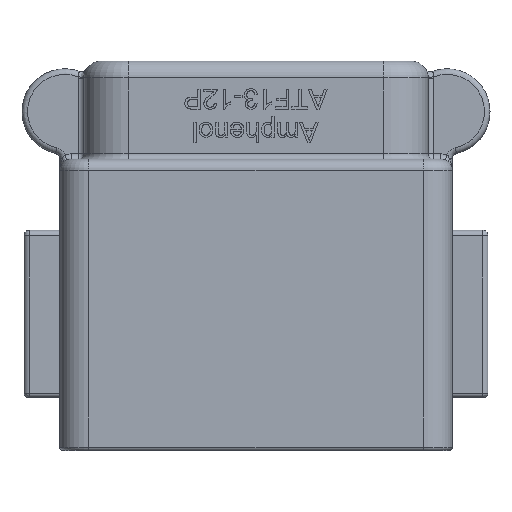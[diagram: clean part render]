
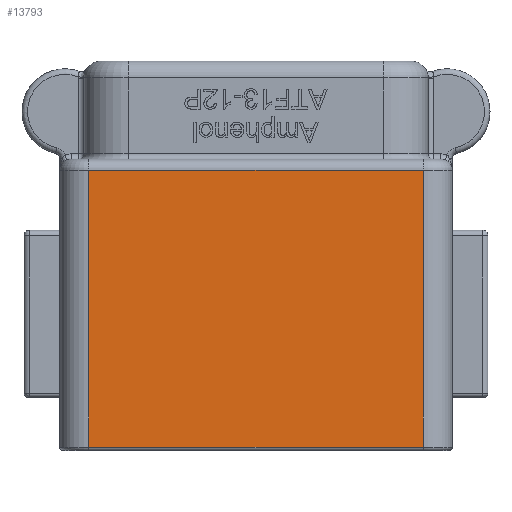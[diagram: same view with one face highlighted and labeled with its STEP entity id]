
A CAD part, top view. The second image highlights one B-rep face of the part: STEP entity #13793.
In plain terms, the highlighted planar face has unit normal (0, 0, 1).
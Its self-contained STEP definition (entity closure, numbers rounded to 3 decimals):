
#214=DIRECTION('',(1.,0.,0.));
#215=VECTOR('',#214,29.95);
#216=CARTESIAN_POINT('',(-14.975,25.,11.1));
#217=LINE('',#216,#215);
#218=DIRECTION('',(0.,1.,0.));
#219=VECTOR('',#218,24.8);
#220=CARTESIAN_POINT('',(14.975,0.2,11.1));
#221=LINE('',#220,#219);
#222=DIRECTION('',(1.,0.,0.));
#223=VECTOR('',#222,29.95);
#224=CARTESIAN_POINT('',(-14.975,0.2,11.1));
#225=LINE('',#224,#223);
#9801=DIRECTION('',(0.,1.,0.));
#9802=VECTOR('',#9801,24.8);
#9803=CARTESIAN_POINT('',(-14.975,0.2,11.1));
#9804=LINE('',#9803,#9802);
#11664=CARTESIAN_POINT('',(-14.975,0.2,11.1));
#11665=CARTESIAN_POINT('',(14.975,0.2,11.1));
#11666=VERTEX_POINT('',#11664);
#11667=VERTEX_POINT('',#11665);
#12220=CARTESIAN_POINT('',(14.975,25.,11.1));
#12222=VERTEX_POINT('',#12220);
#12226=CARTESIAN_POINT('',(-14.975,25.,11.1));
#12227=VERTEX_POINT('',#12226);
#13779=CARTESIAN_POINT('',(-17.125,0.,11.1));
#13780=DIRECTION('',(0.,0.,1.));
#13781=DIRECTION('',(1.,0.,0.));
#13782=AXIS2_PLACEMENT_3D('',#13779,#13780,#13781);
#13783=PLANE('',#13782);
#13785=ORIENTED_EDGE('',*,*,#13784,.T.);
#13787=ORIENTED_EDGE('',*,*,#13786,.F.);
#13788=ORIENTED_EDGE('',*,*,#13769,.F.);
#13790=ORIENTED_EDGE('',*,*,#13789,.T.);
#13791=EDGE_LOOP('',(#13785,#13787,#13788,#13790));
#13792=FACE_OUTER_BOUND('',#13791,.F.);
#13793=ADVANCED_FACE('',(#13792),#13783,.T.);
#13769=EDGE_CURVE('',#11666,#11667,#225,.T.);
#13784=EDGE_CURVE('',#12227,#12222,#217,.T.);
#13786=EDGE_CURVE('',#11667,#12222,#221,.T.);
#13789=EDGE_CURVE('',#11666,#12227,#9804,.T.);
